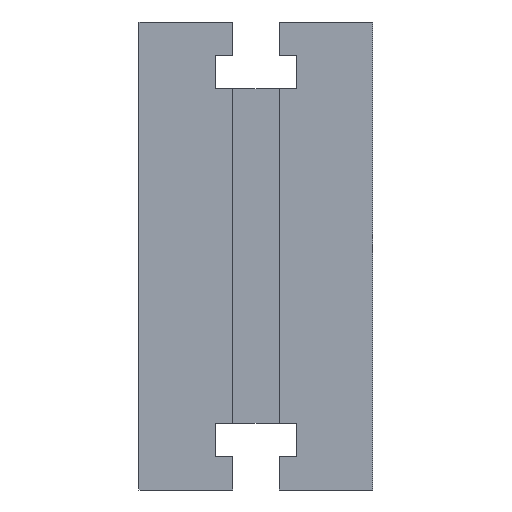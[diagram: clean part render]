
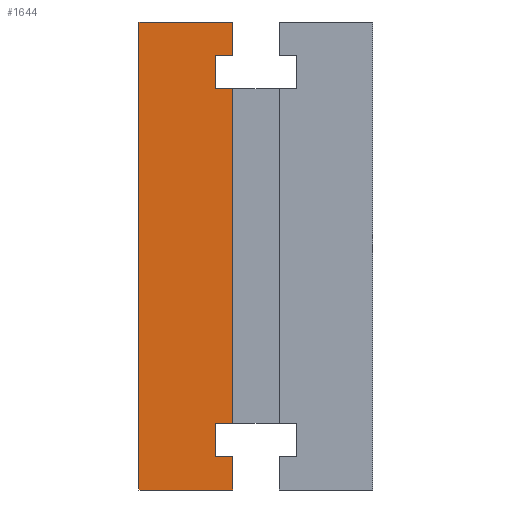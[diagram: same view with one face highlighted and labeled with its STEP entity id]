
A CAD part, left-side view. The second image highlights one B-rep face of the part: STEP entity #1644.
In plain terms, the highlighted planar face has unit normal (-1, 0, 0).
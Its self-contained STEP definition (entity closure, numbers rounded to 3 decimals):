
#928=EDGE_CURVE('',#2110,#1564,#2640,.T.);
#968=EDGE_CURVE('',#2558,#2304,#2685,.T.);
#1070=VERTEX_POINT('',#2792);
#1354=VERTEX_POINT('',#3104);
#1356=VERTEX_POINT('',#3106);
#1368=EDGE_CURVE('',#1354,#1356,#3119,.T.);
#1508=EDGE_CURVE('',#1070,#1950,#3274,.T.);
#1524=EDGE_CURVE('',#1580,#2066,#3290,.T.);
#1558=EDGE_CURVE('',#2226,#2110,#3324,.T.);
#1564=VERTEX_POINT('',#3330);
#1572=EDGE_CURVE('',#2558,#1950,#3338,.T.);
#1580=VERTEX_POINT('',#3346);
#1644=ADVANCED_FACE('',(#3417),#3418,.T.);
#1742=VERTEX_POINT('',#3523);
#1852=EDGE_CURVE('',#1564,#1070,#3641,.T.);
#1940=EDGE_CURVE('',#2066,#1354,#3737,.T.);
#1950=VERTEX_POINT('',#3748);
#2066=VERTEX_POINT('',#3874);
#2110=VERTEX_POINT('',#3924);
#2160=EDGE_CURVE('',#1742,#2304,#3983,.T.);
#2176=EDGE_CURVE('',#1742,#1580,#4000,.T.);
#2226=VERTEX_POINT('',#4052);
#2244=EDGE_CURVE('',#1356,#2226,#4073,.T.);
#2304=VERTEX_POINT('',#4140);
#2558=VERTEX_POINT('',#4421);
#2640=LINE('',#4522,#4523);
#2685=LINE('',#4590,#4591);
#2792=CARTESIAN_POINT('',(-35.0,7.,140.0));
#3104=CARTESIAN_POINT('',(-35.0,7.,20.0));
#3106=CARTESIAN_POINT('',(-35.0,7.,120.0));
#3119=LINE('',#5212,#5213);
#3274=LINE('',#5430,#5431);
#3290=LINE('',#5459,#5460);
#3324=LINE('',#5515,#5516);
#3330=CARTESIAN_POINT('',(-35.0,7.,130.0));
#3338=LINE('',#5541,#5542);
#3346=CARTESIAN_POINT('',(-35.0,12.0,10.0));
#3417=FACE_OUTER_BOUND('',#5653,.T.);
#3418=PLANE('',#5654);
#3523=CARTESIAN_POINT('',(-35.0,7.,10.0));
#3641=LINE('',#5976,#5977);
#3737=LINE('',#6118,#6119);
#3748=CARTESIAN_POINT('',(-35.0,35.0,140.0));
#3874=CARTESIAN_POINT('',(-35.,12.0,20.0));
#3924=CARTESIAN_POINT('',(-35.0,12.0,130.0));
#3983=LINE('',#6455,#6456);
#4000=LINE('',#6478,#6479);
#4052=CARTESIAN_POINT('',(-35.,12.0,120.0));
#4073=LINE('',#6584,#6585);
#4140=CARTESIAN_POINT('',(-35.0,7.,0.0));
#4421=CARTESIAN_POINT('',(-35.0,35.0,0.0));
#4522=CARTESIAN_POINT('',(-35.0,7.,130.0));
#4523=VECTOR('',#7166,1.0);
#4590=CARTESIAN_POINT('',(-35.0,35.0,0.0));
#4591=VECTOR('',#7220,1.0);
#5212=CARTESIAN_POINT('',(-35.0,7.,70.0));
#5213=VECTOR('',#7665,1.0);
#5430=CARTESIAN_POINT('',(-35.0,35.0,140.0));
#5431=VECTOR('',#7843,1.0);
#5459=CARTESIAN_POINT('',(-35.0,12.0,42.5));
#5460=VECTOR('',#7852,1.0);
#5515=CARTESIAN_POINT('',(-35.0,12.0,95.0));
#5516=VECTOR('',#7863,1.0);
#5541=CARTESIAN_POINT('',(-35.0,35.0,70.0));
#5542=VECTOR('',#7869,1.0);
#5653=EDGE_LOOP('',(#7967,#7968,#7969,#7970,#7971,#7972,#7973,#7974,#7975,#7976,#7977,#7978));
#5654=AXIS2_PLACEMENT_3D('',#7979,#7980,#7981);
#5976=CARTESIAN_POINT('',(-35.0,7.,70.0));
#5977=VECTOR('',#8176,1.0);
#6118=CARTESIAN_POINT('',(-35.0,23.5,20.0));
#6119=VECTOR('',#8270,1.0);
#6455=CARTESIAN_POINT('',(-35.0,7.,70.0));
#6456=VECTOR('',#8550,1.0);
#6478=CARTESIAN_POINT('',(-35.0,23.5,10.0));
#6479=VECTOR('',#8561,1.0);
#6584=CARTESIAN_POINT('',(-35.0,7.0,120.0));
#6585=VECTOR('',#8618,1.0);
#7166=DIRECTION('',(0.0,-1.0,0.0));
#7220=DIRECTION('',(0.0,-1.0,0.0));
#7665=DIRECTION('',(0.0,0.0,1.0));
#7843=DIRECTION('',(0.0,1.0,0.0));
#7852=DIRECTION('',(0.0,0.0,1.0));
#7863=DIRECTION('',(0.0,0.0,1.0));
#7869=DIRECTION('',(0.0,0.0,1.0));
#7967=ORIENTED_EDGE('',*,*,#2244,.T.);
#7968=ORIENTED_EDGE('',*,*,#1558,.T.);
#7969=ORIENTED_EDGE('',*,*,#928,.T.);
#7970=ORIENTED_EDGE('',*,*,#1852,.T.);
#7971=ORIENTED_EDGE('',*,*,#1508,.T.);
#7972=ORIENTED_EDGE('',*,*,#1572,.F.);
#7973=ORIENTED_EDGE('',*,*,#968,.T.);
#7974=ORIENTED_EDGE('',*,*,#2160,.F.);
#7975=ORIENTED_EDGE('',*,*,#2176,.T.);
#7976=ORIENTED_EDGE('',*,*,#1524,.T.);
#7977=ORIENTED_EDGE('',*,*,#1940,.T.);
#7978=ORIENTED_EDGE('',*,*,#1368,.T.);
#7979=CARTESIAN_POINT('',(-35.0,7.,70.0));
#7980=DIRECTION('',(-1.0,0.0,0.0));
#7981=DIRECTION('',(0.0,0.0,1.0));
#8176=DIRECTION('',(0.0,0.0,1.0));
#8270=DIRECTION('',(0.0,-1.0,0.0));
#8550=DIRECTION('',(0.0,0.0,-1.0));
#8561=DIRECTION('',(0.0,1.0,0.0));
#8618=DIRECTION('',(0.0,1.0,0.0));
